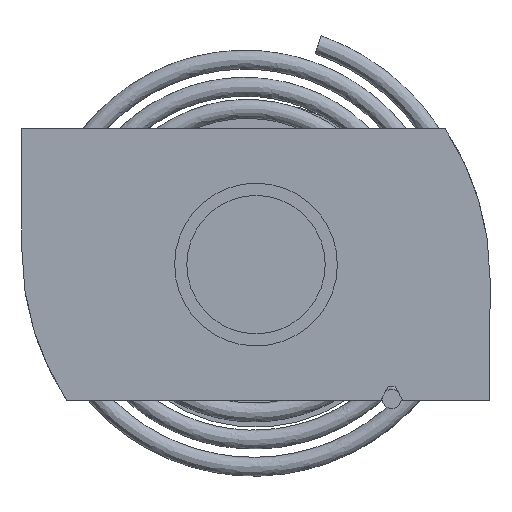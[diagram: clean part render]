
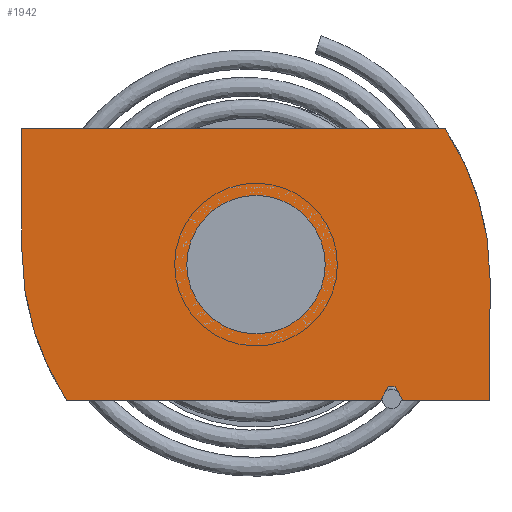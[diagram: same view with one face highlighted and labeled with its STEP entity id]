
A CAD part, front view. The second image highlights one B-rep face of the part: STEP entity #1942.
In plain terms, the highlighted planar face has unit normal (0, -1, 0).
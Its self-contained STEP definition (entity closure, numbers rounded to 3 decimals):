
#29 = DIRECTION ( 'NONE',  ( 1., 0., 0. ) ) ;
#225 = EDGE_CURVE ( 'NONE', #1591, #5550, #2034, .T. ) ;
#328 = CARTESIAN_POINT ( 'NONE',  ( 0., 0., 5.1 ) ) ;
#354 = VERTEX_POINT ( 'NONE', #3667 ) ;
#395 = LINE ( 'NONE', #4934, #4477 ) ;
#403 = CIRCLE ( 'NONE', #3054, 5.1 ) ;
#409 = DIRECTION ( 'NONE',  ( 0., -1., 0. ) ) ;
#421 = CARTESIAN_POINT ( 'NONE',  ( -13.953, 0., -10. ) ) ;
#428 = DIRECTION ( 'NONE',  ( 0., 1., 0. ) ) ;
#488 = VECTOR ( 'NONE', #827, 1000. ) ;
#534 = CARTESIAN_POINT ( 'NONE',  ( 10.25, 0., -9. ) ) ;
#562 = CARTESIAN_POINT ( 'NONE',  ( -2.75, 0., -1. ) ) ;
#570 = VERTEX_POINT ( 'NONE', #5726 ) ;
#612 = VERTEX_POINT ( 'NONE', #1182 ) ;
#678 = CARTESIAN_POINT ( 'NONE',  ( -13.953, 0., -10. ) ) ;
#691 = EDGE_LOOP ( 'NONE', ( #6185, #2872, #6342, #1524, #791, #4931, #5724, #3251, #1687, #851 ) ) ;
#740 = FACE_BOUND ( 'NONE', #3408, .T. ) ;
#791 = ORIENTED_EDGE ( 'NONE', *, *, #2097, .F. ) ;
#827 = DIRECTION ( 'NONE',  ( -1., 0., 0. ) ) ;
#851 = ORIENTED_EDGE ( 'NONE', *, *, #1314, .T. ) ;
#928 = DIRECTION ( 'NONE',  ( 0., 0., -1. ) ) ;
#1043 = CARTESIAN_POINT ( 'NONE',  ( -17.25, 0., 1. ) ) ;
#1069 = LINE ( 'NONE', #1310, #2305 ) ;
#1175 = EDGE_CURVE ( 'NONE', #5550, #354, #5878, .T. ) ;
#1182 = CARTESIAN_POINT ( 'NONE',  ( 0., 0., -5.1 ) ) ;
#1196 = VECTOR ( 'NONE', #29, 1000. ) ;
#1262 = DIRECTION ( 'NONE',  ( 0., 1., 0. ) ) ;
#1310 = CARTESIAN_POINT ( 'NONE',  ( 9.75, 0., -9. ) ) ;
#1314 = EDGE_CURVE ( 'NONE', #5951, #4843, #5678, .T. ) ;
#1323 = CARTESIAN_POINT ( 'NONE',  ( -17.25, 0., 10. ) ) ;
#1509 = PLANE ( 'NONE',  #3178 ) ;
#1524 = ORIENTED_EDGE ( 'NONE', *, *, #225, .F. ) ;
#1563 = VECTOR ( 'NONE', #3868, 1000. ) ;
#1591 = VERTEX_POINT ( 'NONE', #4182 ) ;
#1631 = DIRECTION ( 'NONE',  ( 0., 0., -1. ) ) ;
#1687 = ORIENTED_EDGE ( 'NONE', *, *, #5509, .T. ) ;
#1821 = DIRECTION ( 'NONE',  ( 0.5, 0., 0.866 ) ) ;
#1942 = ADVANCED_FACE ( 'NONE', ( #3306, #740 ), #1509, .T. ) ;
#1996 = EDGE_CURVE ( 'NONE', #4843, #4993, #3147, .T. ) ;
#2034 = CIRCLE ( 'NONE', #5930, 20. ) ;
#2097 = EDGE_CURVE ( 'NONE', #570, #1591, #395, .T. ) ;
#2305 = VECTOR ( 'NONE', #1821, 1000. ) ;
#2359 = VERTEX_POINT ( 'NONE', #421 ) ;
#2365 = CARTESIAN_POINT ( 'NONE',  ( 9.173, 0., -10. ) ) ;
#2395 = CIRCLE ( 'NONE', #2615, 5.1 ) ;
#2421 = ORIENTED_EDGE ( 'NONE', *, *, #2812, .T. ) ;
#2457 = CIRCLE ( 'NONE', #4365, 20. ) ;
#2479 = CARTESIAN_POINT ( 'NONE',  ( 10.827, 0., -10. ) ) ;
#2483 = VERTEX_POINT ( 'NONE', #328 ) ;
#2615 = AXIS2_PLACEMENT_3D ( 'NONE', #5763, #2747, #6272 ) ;
#2694 = DIRECTION ( 'NONE',  ( 1., 0., 0. ) ) ;
#2747 = DIRECTION ( 'NONE',  ( 0., 1., 0. ) ) ;
#2812 = EDGE_CURVE ( 'NONE', #612, #2483, #403, .T. ) ;
#2872 = ORIENTED_EDGE ( 'NONE', *, *, #3814, .F. ) ;
#3054 = AXIS2_PLACEMENT_3D ( 'NONE', #3516, #428, #4020 ) ;
#3077 = CARTESIAN_POINT ( 'NONE',  ( 2.75, 0., 1. ) ) ;
#3147 = LINE ( 'NONE', #2479, #5843 ) ;
#3178 = AXIS2_PLACEMENT_3D ( 'NONE', #3077, #409, #928 ) ;
#3186 = VERTEX_POINT ( 'NONE', #1043 ) ;
#3251 = ORIENTED_EDGE ( 'NONE', *, *, #3471, .F. ) ;
#3306 = FACE_OUTER_BOUND ( 'NONE', #691, .T. ) ;
#3352 = EDGE_CURVE ( 'NONE', #2483, #612, #2395, .T. ) ;
#3408 = EDGE_LOOP ( 'NONE', ( #3813, #2421 ) ) ;
#3471 = EDGE_CURVE ( 'NONE', #5615, #2359, #3871, .T. ) ;
#3516 = CARTESIAN_POINT ( 'NONE',  ( 0., 0., 0. ) ) ;
#3546 = VECTOR ( 'NONE', #5785, 1000. ) ;
#3667 = CARTESIAN_POINT ( 'NONE',  ( 17.25, 0., -10. ) ) ;
#3813 = ORIENTED_EDGE ( 'NONE', *, *, #3352, .T. ) ;
#3814 = EDGE_CURVE ( 'NONE', #354, #4993, #4899, .T. ) ;
#3852 = CARTESIAN_POINT ( 'NONE',  ( 10.25, 0., -9. ) ) ;
#3868 = DIRECTION ( 'NONE',  ( 0., 0., 1. ) ) ;
#3871 = LINE ( 'NONE', #678, #3546 ) ;
#3886 = CARTESIAN_POINT ( 'NONE',  ( 17.25, 0., -1. ) ) ;
#4020 = DIRECTION ( 'NONE',  ( 0., 0., 1. ) ) ;
#4182 = CARTESIAN_POINT ( 'NONE',  ( 13.953, 0., 10. ) ) ;
#4288 = CARTESIAN_POINT ( 'NONE',  ( 2.75, 0., 1. ) ) ;
#4365 = AXIS2_PLACEMENT_3D ( 'NONE', #4288, #1262, #4809 ) ;
#4379 = CARTESIAN_POINT ( 'NONE',  ( -13.953, 0., -10. ) ) ;
#4477 = VECTOR ( 'NONE', #2694, 1000. ) ;
#4542 = DIRECTION ( 'NONE',  ( 0., 0., -1. ) ) ;
#4660 = DIRECTION ( 'NONE',  ( 0., 1., 0. ) ) ;
#4809 = DIRECTION ( 'NONE',  ( 0., 0., -1. ) ) ;
#4843 = VERTEX_POINT ( 'NONE', #3852 ) ;
#4899 = LINE ( 'NONE', #4379, #488 ) ;
#4911 = EDGE_CURVE ( 'NONE', #3186, #570, #6078, .T. ) ;
#4931 = ORIENTED_EDGE ( 'NONE', *, *, #4911, .F. ) ;
#4934 = CARTESIAN_POINT ( 'NONE',  ( -17.25, 0., 10. ) ) ;
#4993 = VERTEX_POINT ( 'NONE', #5902 ) ;
#5053 = VECTOR ( 'NONE', #4542, 1000. ) ;
#5309 = EDGE_CURVE ( 'NONE', #2359, #3186, #2457, .T. ) ;
#5489 = DIRECTION ( 'NONE',  ( 0.5, 0., -0.866 ) ) ;
#5509 = EDGE_CURVE ( 'NONE', #5615, #5951, #1069, .T. ) ;
#5550 = VERTEX_POINT ( 'NONE', #6359 ) ;
#5615 = VERTEX_POINT ( 'NONE', #2365 ) ;
#5678 = LINE ( 'NONE', #534, #1196 ) ;
#5724 = ORIENTED_EDGE ( 'NONE', *, *, #5309, .F. ) ;
#5726 = CARTESIAN_POINT ( 'NONE',  ( -17.25, 0., 10. ) ) ;
#5763 = CARTESIAN_POINT ( 'NONE',  ( 0., 0., 0. ) ) ;
#5785 = DIRECTION ( 'NONE',  ( -1., 0., 0. ) ) ;
#5843 = VECTOR ( 'NONE', #5489, 1000. ) ;
#5878 = LINE ( 'NONE', #3886, #5053 ) ;
#5902 = CARTESIAN_POINT ( 'NONE',  ( 10.827, 0., -10. ) ) ;
#5930 = AXIS2_PLACEMENT_3D ( 'NONE', #562, #4660, #1631 ) ;
#5933 = CARTESIAN_POINT ( 'NONE',  ( 9.75, 0., -9. ) ) ;
#5951 = VERTEX_POINT ( 'NONE', #5933 ) ;
#6078 = LINE ( 'NONE', #1323, #1563 ) ;
#6185 = ORIENTED_EDGE ( 'NONE', *, *, #1996, .T. ) ;
#6272 = DIRECTION ( 'NONE',  ( 0., 0., 1. ) ) ;
#6342 = ORIENTED_EDGE ( 'NONE', *, *, #1175, .F. ) ;
#6359 = CARTESIAN_POINT ( 'NONE',  ( 17.25, 0., -1. ) ) ;
